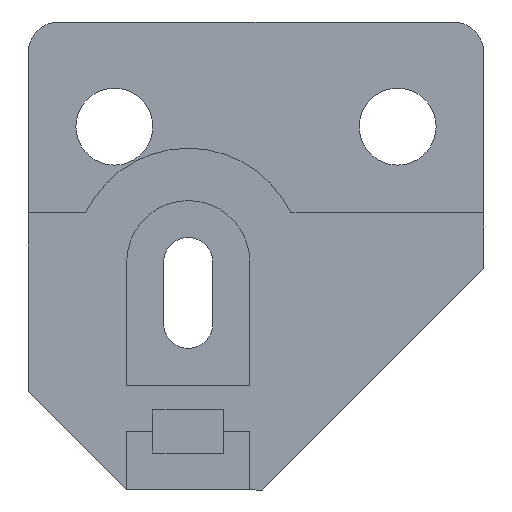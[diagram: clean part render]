
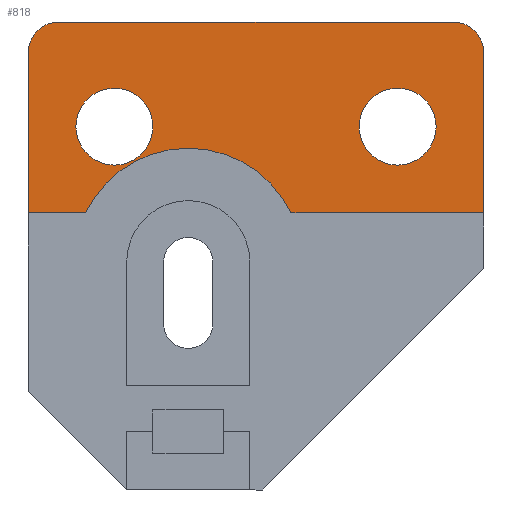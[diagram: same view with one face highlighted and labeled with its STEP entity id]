
A CAD part, left-side view. The second image highlights one B-rep face of the part: STEP entity #818.
In plain terms, the highlighted planar face has unit normal (-1, 0, 0).
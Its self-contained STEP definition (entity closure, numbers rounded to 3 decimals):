
#19 = AXIS2_PLACEMENT_3D ( 'NONE', #516, #1321, #636 ) ;
#31 = ORIENTED_EDGE ( 'NONE', *, *, #1400, .T. ) ;
#34 = AXIS2_PLACEMENT_3D ( 'NONE', #1332, #529, #993 ) ;
#48 = VERTEX_POINT ( 'NONE', #442 ) ;
#67 = ORIENTED_EDGE ( 'NONE', *, *, #743, .F. ) ;
#68 = DIRECTION ( 'NONE',  ( 0., 0., -1. ) ) ;
#74 = EDGE_CURVE ( 'NONE', #433, #167, #324, .T. ) ;
#83 = VECTOR ( 'NONE', #321, 1000. ) ;
#86 = DIRECTION ( 'NONE',  ( -1., 0., 0. ) ) ;
#117 = VERTEX_POINT ( 'NONE', #869 ) ;
#125 = EDGE_CURVE ( 'NONE', #793, #48, #724, .T. ) ;
#152 = ORIENTED_EDGE ( 'NONE', *, *, #823, .F. ) ;
#167 = VERTEX_POINT ( 'NONE', #1198 ) ;
#172 = CARTESIAN_POINT ( 'NONE',  ( 10., 23., 0. ) ) ;
#203 = EDGE_LOOP ( 'NONE', ( #67, #593 ) ) ;
#247 = AXIS2_PLACEMENT_3D ( 'NONE', #351, #1173, #475 ) ;
#252 = CARTESIAN_POINT ( 'NONE',  ( 10., 30., 6. ) ) ;
#262 = VERTEX_POINT ( 'NONE', #1050 ) ;
#265 = EDGE_CURVE ( 'NONE', #696, #279, #772, .T. ) ;
#269 = CARTESIAN_POINT ( 'NONE',  ( 10., -7., 0. ) ) ;
#279 = VERTEX_POINT ( 'NONE', #708 ) ;
#292 = VERTEX_POINT ( 'NONE', #353 ) ;
#295 = EDGE_CURVE ( 'NONE', #117, #292, #1038, .T. ) ;
#321 = DIRECTION ( 'NONE',  ( 0., -1., 0. ) ) ;
#322 = CARTESIAN_POINT ( 'NONE',  ( 10., 27.5, 6. ) ) ;
#324 = LINE ( 'NONE', #1136, #83 ) ;
#338 = ORIENTED_EDGE ( 'NONE', *, *, #1455, .F. ) ;
#346 = AXIS2_PLACEMENT_3D ( 'NONE', #451, #1261, #578 ) ;
#351 = CARTESIAN_POINT ( 'NONE',  ( 10., 17., -11. ) ) ;
#353 = CARTESIAN_POINT ( 'NONE',  ( 10., 23., 3.125 ) ) ;
#359 = ORIENTED_EDGE ( 'NONE', *, *, #265, .F. ) ;
#375 = AXIS2_PLACEMENT_3D ( 'NONE', #172, #86, #68 ) ;
#387 = CARTESIAN_POINT ( 'NONE',  ( 10., 0., -3.125 ) ) ;
#395 = CARTESIAN_POINT ( 'NONE',  ( 10., 30., -7. ) ) ;
#425 = DIRECTION ( 'NONE',  ( 1., 0., 0. ) ) ;
#433 = VERTEX_POINT ( 'NONE', #1364 ) ;
#434 = AXIS2_PLACEMENT_3D ( 'NONE', #601, #597, #478 ) ;
#438 = EDGE_CURVE ( 'NONE', #167, #793, #700, .T. ) ;
#440 = DIRECTION ( 'NONE',  ( 0., -1., 0. ) ) ;
#442 = CARTESIAN_POINT ( 'NONE',  ( 10., -7., -7. ) ) ;
#448 = AXIS2_PLACEMENT_3D ( 'NONE', #1336, #647, #1448 ) ;
#449 = DIRECTION ( 'NONE',  ( 0., 0., -1. ) ) ;
#451 = CARTESIAN_POINT ( 'NONE',  ( 10., -4.5, 6. ) ) ;
#452 = LINE ( 'NONE', #1138, #1337 ) ;
#475 = DIRECTION ( 'NONE',  ( 0., 0., -1. ) ) ;
#477 = AXIS2_PLACEMENT_3D ( 'NONE', #1119, #425, #1237 ) ;
#478 = DIRECTION ( 'NONE',  ( 0., 0., -1. ) ) ;
#516 = CARTESIAN_POINT ( 'NONE',  ( 10., 23., 0. ) ) ;
#529 = DIRECTION ( 'NONE',  ( -1., 0., 0. ) ) ;
#530 = VECTOR ( 'NONE', #1093, 1000. ) ;
#532 = LINE ( 'NONE', #1247, #804 ) ;
#537 = FACE_BOUND ( 'NONE', #1194, .T. ) ;
#543 = EDGE_CURVE ( 'NONE', #872, #262, #1169, .T. ) ;
#578 = DIRECTION ( 'NONE',  ( 0., 0., -1. ) ) ;
#593 = ORIENTED_EDGE ( 'NONE', *, *, #295, .F. ) ;
#597 = DIRECTION ( 'NONE',  ( -1., 0., 0. ) ) ;
#601 = CARTESIAN_POINT ( 'NONE',  ( 10., 0., 0. ) ) ;
#606 = LINE ( 'NONE', #1467, #879 ) ;
#635 = VERTEX_POINT ( 'NONE', #1408 ) ;
#636 = DIRECTION ( 'NONE',  ( 0., 0., -1. ) ) ;
#647 = DIRECTION ( 'NONE',  ( -1., 0., 0. ) ) ;
#679 = DIRECTION ( 'NONE',  ( 0., 0., 1. ) ) ;
#696 = VERTEX_POINT ( 'NONE', #387 ) ;
#700 = CIRCLE ( 'NONE', #346, 2.5 ) ;
#708 = CARTESIAN_POINT ( 'NONE',  ( 10., 0., 3.125 ) ) ;
#724 = LINE ( 'NONE', #269, #530 ) ;
#743 = EDGE_CURVE ( 'NONE', #292, #117, #1475, .T. ) ;
#756 = CARTESIAN_POINT ( 'NONE',  ( 10., -7., 6. ) ) ;
#764 = PLANE ( 'NONE',  #34 ) ;
#770 = CIRCLE ( 'NONE', #448, 3.125 ) ;
#772 = CIRCLE ( 'NONE', #434, 3.125 ) ;
#790 = DIRECTION ( 'NONE',  ( 0., -1., 0. ) ) ;
#793 = VERTEX_POINT ( 'NONE', #756 ) ;
#804 = VECTOR ( 'NONE', #440, 1000. ) ;
#818 = ADVANCED_FACE ( 'NONE', ( #849, #1377, #537 ), #764, .T. ) ;
#823 = EDGE_CURVE ( 'NONE', #279, #696, #770, .T. ) ;
#849 = FACE_OUTER_BOUND ( 'NONE', #1124, .T. ) ;
#869 = CARTESIAN_POINT ( 'NONE',  ( 10., 23., -3.125 ) ) ;
#870 = ORIENTED_EDGE ( 'NONE', *, *, #74, .F. ) ;
#872 = VERTEX_POINT ( 'NONE', #1120 ) ;
#879 = VECTOR ( 'NONE', #790, 1000. ) ;
#906 = ORIENTED_EDGE ( 'NONE', *, *, #1430, .T. ) ;
#936 = ORIENTED_EDGE ( 'NONE', *, *, #125, .F. ) ;
#949 = AXIS2_PLACEMENT_3D ( 'NONE', #322, #1143, #449 ) ;
#993 = DIRECTION ( 'NONE',  ( 0., 0., -1. ) ) ;
#994 = ORIENTED_EDGE ( 'NONE', *, *, #543, .T. ) ;
#1016 = CIRCLE ( 'NONE', #477, 9.25 ) ;
#1038 = CIRCLE ( 'NONE', #375, 3.125 ) ;
#1050 = CARTESIAN_POINT ( 'NONE',  ( 10., 8.66, -7. ) ) ;
#1093 = DIRECTION ( 'NONE',  ( 0., 0., -1. ) ) ;
#1119 = CARTESIAN_POINT ( 'NONE',  ( 10., 17., -11. ) ) ;
#1120 = CARTESIAN_POINT ( 'NONE',  ( 10., 17., -1.75 ) ) ;
#1124 = EDGE_LOOP ( 'NONE', ( #870, #338, #1225, #31, #1249, #994, #906, #936, #1287 ) ) ;
#1136 = CARTESIAN_POINT ( 'NONE',  ( 10., 0., 8.5 ) ) ;
#1138 = CARTESIAN_POINT ( 'NONE',  ( 10., 30., 0. ) ) ;
#1143 = DIRECTION ( 'NONE',  ( 1., 0., 0. ) ) ;
#1164 = VERTEX_POINT ( 'NONE', #252 ) ;
#1169 = CIRCLE ( 'NONE', #247, 9.25 ) ;
#1173 = DIRECTION ( 'NONE',  ( 1., 0., 0. ) ) ;
#1194 = EDGE_LOOP ( 'NONE', ( #152, #359 ) ) ;
#1198 = CARTESIAN_POINT ( 'NONE',  ( 10., -4.5, 8.5 ) ) ;
#1225 = ORIENTED_EDGE ( 'NONE', *, *, #1456, .F. ) ;
#1227 = VERTEX_POINT ( 'NONE', #395 ) ;
#1237 = DIRECTION ( 'NONE',  ( 0., 0., -1. ) ) ;
#1247 = CARTESIAN_POINT ( 'NONE',  ( 10., 0., -7. ) ) ;
#1249 = ORIENTED_EDGE ( 'NONE', *, *, #1345, .T. ) ;
#1261 = DIRECTION ( 'NONE',  ( 1., 0., 0. ) ) ;
#1287 = ORIENTED_EDGE ( 'NONE', *, *, #438, .F. ) ;
#1321 = DIRECTION ( 'NONE',  ( -1., 0., 0. ) ) ;
#1332 = CARTESIAN_POINT ( 'NONE',  ( 10., 0., 0. ) ) ;
#1336 = CARTESIAN_POINT ( 'NONE',  ( 10., 0., 0. ) ) ;
#1337 = VECTOR ( 'NONE', #679, 1000. ) ;
#1345 = EDGE_CURVE ( 'NONE', #635, #872, #1016, .T. ) ;
#1364 = CARTESIAN_POINT ( 'NONE',  ( 10., 27.5, 8.5 ) ) ;
#1368 = CIRCLE ( 'NONE', #949, 2.5 ) ;
#1377 = FACE_BOUND ( 'NONE', #203, .T. ) ;
#1400 = EDGE_CURVE ( 'NONE', #1227, #635, #606, .T. ) ;
#1408 = CARTESIAN_POINT ( 'NONE',  ( 10., 25.34, -7. ) ) ;
#1430 = EDGE_CURVE ( 'NONE', #262, #48, #532, .T. ) ;
#1448 = DIRECTION ( 'NONE',  ( 0., 0., -1. ) ) ;
#1455 = EDGE_CURVE ( 'NONE', #1164, #433, #1368, .T. ) ;
#1456 = EDGE_CURVE ( 'NONE', #1227, #1164, #452, .T. ) ;
#1467 = CARTESIAN_POINT ( 'NONE',  ( 10., 0., -7. ) ) ;
#1475 = CIRCLE ( 'NONE', #19, 3.125 ) ;
